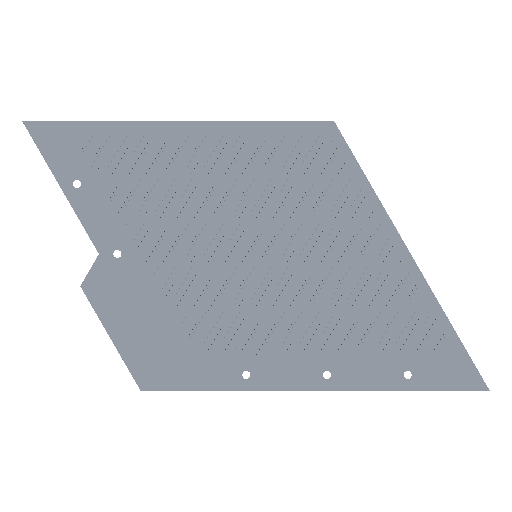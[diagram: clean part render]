
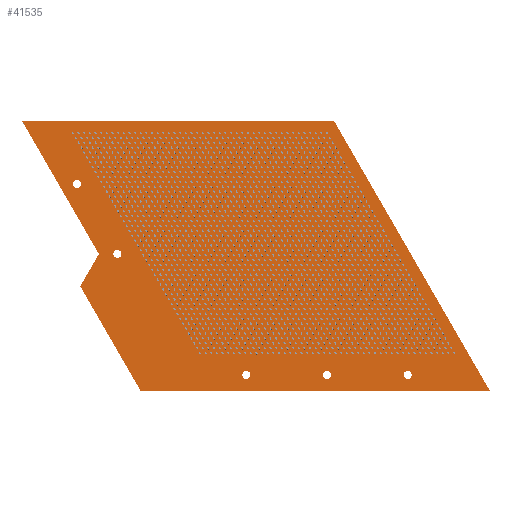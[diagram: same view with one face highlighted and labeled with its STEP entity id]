
A CAD part, top view. The second image highlights one B-rep face of the part: STEP entity #41535.
In plain terms, the highlighted planar face has unit normal (0, 0, 1).
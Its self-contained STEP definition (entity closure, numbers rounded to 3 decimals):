
#41162 = VERTEX_POINT('',#41163);
#41163 = CARTESIAN_POINT('',(42.147,-67.,1.6));
#41169 = EDGE_CURVE('',#41162,#41170,#41172,.T.);
#41170 = VERTEX_POINT('',#41171);
#41171 = CARTESIAN_POINT('',(-44.456,-67.,1.6));
#41172 = LINE('',#41173,#41174);
#41173 = CARTESIAN_POINT('',(42.147,-67.,1.6));
#41174 = VECTOR('',#41175,1.);
#41175 = DIRECTION('',(-1.,0.,0.));
#41200 = EDGE_CURVE('',#41170,#41201,#41203,.T.);
#41201 = VERTEX_POINT('',#41202);
#41202 = CARTESIAN_POINT('',(-59.456,-41.019,1.6));
#41203 = LINE('',#41204,#41205);
#41204 = CARTESIAN_POINT('',(-44.456,-67.,1.6));
#41205 = VECTOR('',#41206,1.);
#41206 = DIRECTION('',(-0.5,0.866,0.));
#41231 = EDGE_CURVE('',#41201,#41232,#41234,.T.);
#41232 = VERTEX_POINT('',#41233);
#41233 = CARTESIAN_POINT('',(-54.837,-33.019,1.6));
#41234 = LINE('',#41235,#41236);
#41235 = CARTESIAN_POINT('',(-59.456,-41.019,1.6));
#41236 = VECTOR('',#41237,1.);
#41237 = DIRECTION('',(0.5,0.866,0.));
#41262 = EDGE_CURVE('',#41232,#41263,#41265,.T.);
#41263 = VERTEX_POINT('',#41264);
#41264 = CARTESIAN_POINT('',(-73.901,0.,1.6));
#41265 = LINE('',#41266,#41267);
#41266 = CARTESIAN_POINT('',(-54.837,-33.019,1.6));
#41267 = VECTOR('',#41268,1.);
#41268 = DIRECTION('',(-0.5,0.866,0.));
#41293 = EDGE_CURVE('',#41263,#41294,#41296,.T.);
#41294 = VERTEX_POINT('',#41295);
#41295 = CARTESIAN_POINT('',(3.464,0.,1.6));
#41296 = LINE('',#41297,#41298);
#41297 = CARTESIAN_POINT('',(-73.901,0.,1.6));
#41298 = VECTOR('',#41299,1.);
#41299 = DIRECTION('',(1.,0.,0.));
#41324 = EDGE_CURVE('',#41294,#41162,#41325,.T.);
#41325 = LINE('',#41326,#41327);
#41326 = CARTESIAN_POINT('',(3.464,0.,1.6));
#41327 = VECTOR('',#41328,1.);
#41328 = DIRECTION('',(0.5,-0.866,0.));
#41348 = VERTEX_POINT('',#41349);
#41349 = CARTESIAN_POINT('',(-17.268,-63.,1.6));
#41355 = EDGE_CURVE('',#41348,#41348,#41356,.T.);
#41356 = CIRCLE('',#41357,1.);
#41357 = AXIS2_PLACEMENT_3D('',#41358,#41359,#41360);
#41358 = CARTESIAN_POINT('',(-18.268,-63.,1.6));
#41359 = DIRECTION('',(0.,0.,1.));
#41360 = DIRECTION('',(1.,0.,-0.));
#41381 = VERTEX_POINT('',#41382);
#41382 = CARTESIAN_POINT('',(2.732,-63.,1.6));
#41388 = EDGE_CURVE('',#41381,#41381,#41389,.T.);
#41389 = CIRCLE('',#41390,1.);
#41390 = AXIS2_PLACEMENT_3D('',#41391,#41392,#41393);
#41391 = CARTESIAN_POINT('',(1.732,-63.,1.6));
#41392 = DIRECTION('',(0.,0.,1.));
#41393 = DIRECTION('',(1.,0.,-0.));
#41414 = VERTEX_POINT('',#41415);
#41415 = CARTESIAN_POINT('',(22.732,-63.,1.6));
#41421 = EDGE_CURVE('',#41414,#41414,#41422,.T.);
#41422 = CIRCLE('',#41423,1.);
#41423 = AXIS2_PLACEMENT_3D('',#41424,#41425,#41426);
#41424 = CARTESIAN_POINT('',(21.732,-63.,1.6));
#41425 = DIRECTION('',(0.,0.,1.));
#41426 = DIRECTION('',(1.,0.,-0.));
#41447 = VERTEX_POINT('',#41448);
#41448 = CARTESIAN_POINT('',(-49.229,-33.,1.6));
#41454 = EDGE_CURVE('',#41447,#41447,#41455,.T.);
#41455 = CIRCLE('',#41456,1.);
#41456 = AXIS2_PLACEMENT_3D('',#41457,#41458,#41459);
#41457 = CARTESIAN_POINT('',(-50.229,-33.,1.6));
#41458 = DIRECTION('',(0.,0.,1.));
#41459 = DIRECTION('',(1.,0.,-0.));
#41480 = VERTEX_POINT('',#41481);
#41481 = CARTESIAN_POINT('',(-59.229,-15.679,1.6));
#41487 = EDGE_CURVE('',#41480,#41480,#41488,.T.);
#41488 = CIRCLE('',#41489,1.);
#41489 = AXIS2_PLACEMENT_3D('',#41490,#41491,#41492);
#41490 = CARTESIAN_POINT('',(-60.229,-15.679,1.6));
#41491 = DIRECTION('',(0.,0.,1.));
#41492 = DIRECTION('',(1.,0.,-0.));
#41535 = ADVANCED_FACE('',(#41536,#41544,#41547,#41550,#41553,#41556),
  #41559,.T.);
#41536 = FACE_BOUND('',#41537,.F.);
#41537 = EDGE_LOOP('',(#41538,#41539,#41540,#41541,#41542,#41543));
#41538 = ORIENTED_EDGE('',*,*,#41169,.T.);
#41539 = ORIENTED_EDGE('',*,*,#41200,.T.);
#41540 = ORIENTED_EDGE('',*,*,#41231,.T.);
#41541 = ORIENTED_EDGE('',*,*,#41262,.T.);
#41542 = ORIENTED_EDGE('',*,*,#41293,.T.);
#41543 = ORIENTED_EDGE('',*,*,#41324,.T.);
#41544 = FACE_BOUND('',#41545,.F.);
#41545 = EDGE_LOOP('',(#41546));
#41546 = ORIENTED_EDGE('',*,*,#41355,.T.);
#41547 = FACE_BOUND('',#41548,.F.);
#41548 = EDGE_LOOP('',(#41549));
#41549 = ORIENTED_EDGE('',*,*,#41388,.T.);
#41550 = FACE_BOUND('',#41551,.F.);
#41551 = EDGE_LOOP('',(#41552));
#41552 = ORIENTED_EDGE('',*,*,#41421,.T.);
#41553 = FACE_BOUND('',#41554,.F.);
#41554 = EDGE_LOOP('',(#41555));
#41555 = ORIENTED_EDGE('',*,*,#41454,.T.);
#41556 = FACE_BOUND('',#41557,.F.);
#41557 = EDGE_LOOP('',(#41558));
#41558 = ORIENTED_EDGE('',*,*,#41487,.T.);
#41559 = PLANE('',#41560);
#41560 = AXIS2_PLACEMENT_3D('',#41561,#41562,#41563);
#41561 = CARTESIAN_POINT('',(0.,0.,1.6));
#41562 = DIRECTION('',(0.,0.,1.));
#41563 = DIRECTION('',(1.,0.,-0.));
